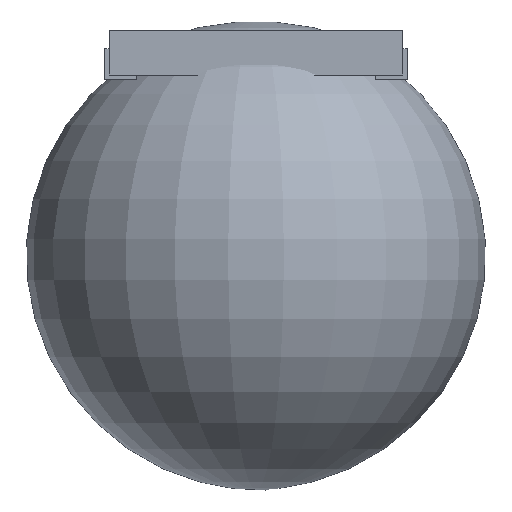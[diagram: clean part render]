
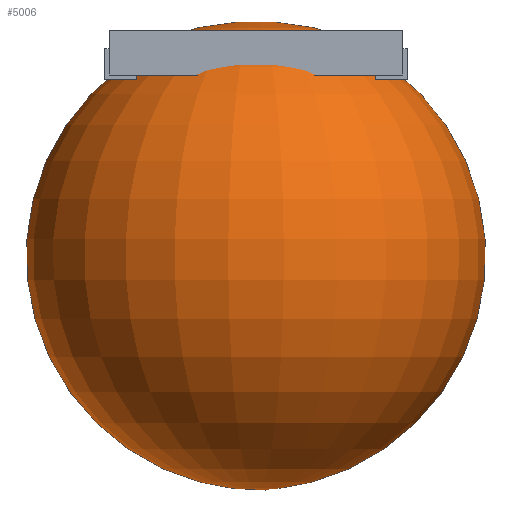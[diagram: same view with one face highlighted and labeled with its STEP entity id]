
A CAD part, front view. The second image highlights one B-rep face of the part: STEP entity #5006.
In plain terms, the highlighted toroidal (fillet/blend) face has major radius 0.046 mm and minor radius 2.397 mm.
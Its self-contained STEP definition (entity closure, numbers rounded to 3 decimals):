
#343=VERTEX_LOOP('',#1984);
#344=DEGENERATE_TOROIDAL_SURFACE('',#5256,0.046,2.397,
 .T.);
#351=CIRCLE('',#5255,0.989);
#465=ORIENTED_EDGE('',*,*,#1474,.T.);
#1474=EDGE_CURVE('',#1983,#1983,#351,.T.);
#1983=VERTEX_POINT('',#6197);
#1984=VERTEX_POINT('',#6199);
#2809=EDGE_LOOP('',(#465));
#3047=FACE_BOUND('',#2809,.T.);
#3048=FACE_BOUND('',#343,.T.);
#5006=ADVANCED_FACE('',(#3047,#3048),#344,.T.);
#5255=AXIS2_PLACEMENT_3D('',#6196,#5529,#5530);
#5256=AXIS2_PLACEMENT_3D('',#6198,#5531,#5532);
#5529=DIRECTION('',(0.,0.,1.));
#5530=DIRECTION('',(1.,0.,0.));
#5531=DIRECTION('',(0.,0.,1.));
#5532=DIRECTION('',(1.,0.,0.));
#6196=CARTESIAN_POINT('',(0.,0.,0.353));
#6197=CARTESIAN_POINT('',(0.989,0.,0.353));
#6198=CARTESIAN_POINT('',(0.,0.,-1.85));
#6199=CARTESIAN_POINT('',(0.,0.,0.546));
